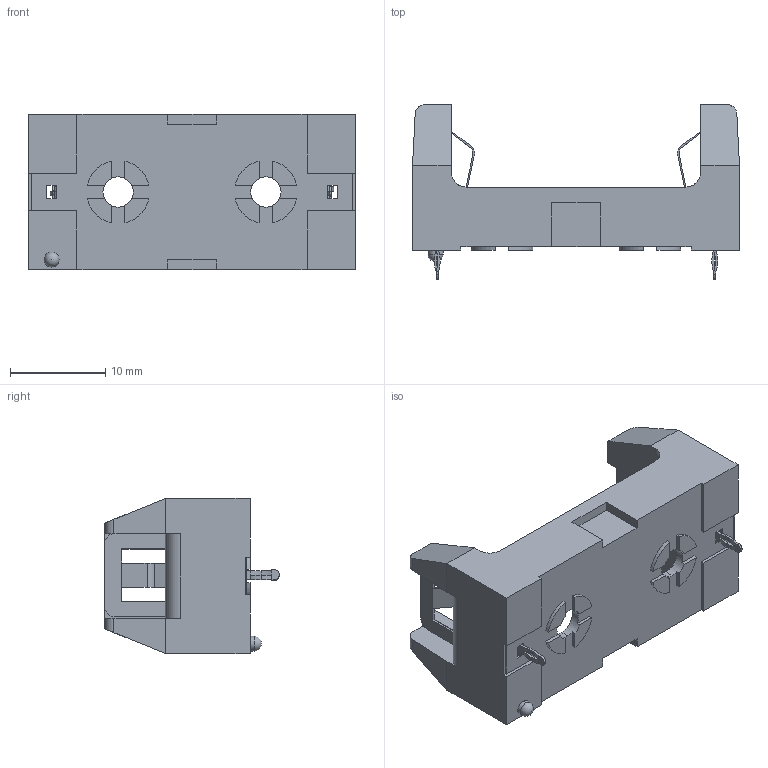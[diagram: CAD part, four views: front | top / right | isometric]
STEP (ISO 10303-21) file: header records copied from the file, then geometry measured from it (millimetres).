
FILE_DESCRIPTION (( 'STEP AP214' ), '1' );
FILE_NAME ('108.STEP', '2007-12-11T21:13:15', ( 'Richard Maletta' ), ( '' ), 'SwSTEP 2.0', 'SolidWorks 2007', '' );
FILE_SCHEMA (( 'AUTOMOTIVE_DESIGN' ));
Length unit declared in the file: millimetre
Products named in the file (1): 108
Bounding box: 34.29 x 18.29 x 16.26 mm (x, y, z)
Volume: 2604.1 mm3; surface area: 3288.8 mm2
Topology: 3 solids, 3 shells, 321 faces, 885 edges, 566 vertices
Faces by surface type: plane 235, cylinder 61, torus 24, sphere 1
Entity records: 13820 total; most frequent: CARTESIAN_POINT 1952, ORIENTED_EDGE 1748, DIRECTION 1706, EDGE_CURVE 874, VECTOR 662, LINE 662, VERTEX_POINT 564, AXIS2_PLACEMENT_3D 522
